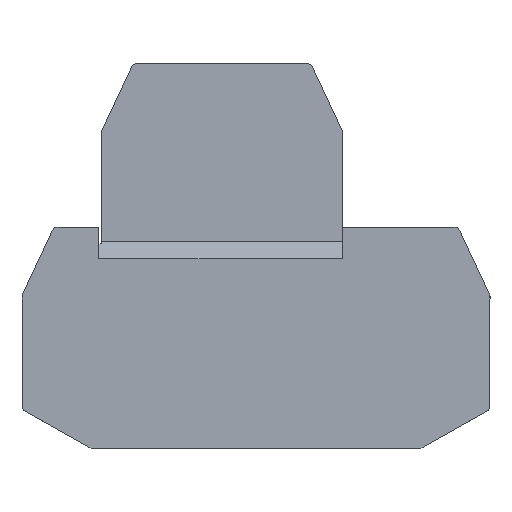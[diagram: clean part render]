
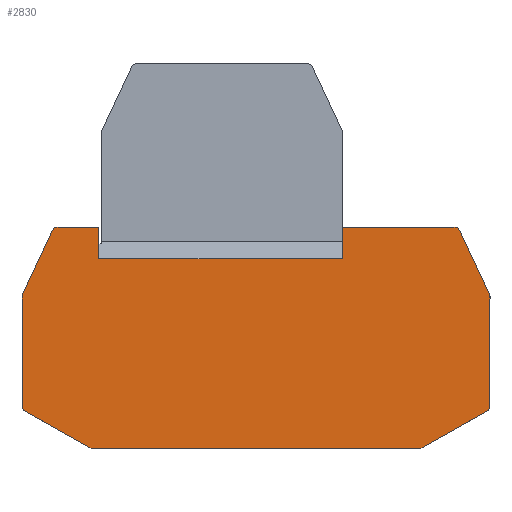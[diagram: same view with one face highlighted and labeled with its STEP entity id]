
A CAD part, top view. The second image highlights one B-rep face of the part: STEP entity #2830.
In plain terms, the highlighted planar face has unit normal (0, 0, 1).
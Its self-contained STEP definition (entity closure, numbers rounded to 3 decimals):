
#120=CARTESIAN_POINT('',(7.479,-5.35,
18.075));
#130=VERTEX_POINT('',#120);
#160=CARTESIAN_POINT('',(7.479,9.834,18.075));
#170=DIRECTION('',(0.,-1.,0.));
#180=VECTOR('',#170,1.);
#190=LINE('',#160,#180);
#200=CARTESIAN_POINT('',(7.479,-10.058,
18.075));
#210=VERTEX_POINT('',#200);
#220=EDGE_CURVE('',#130,#210,#190,.T.);
#600=CARTESIAN_POINT('',(-39.885,-32.856,
18.075));
#610=VERTEX_POINT('',#600);
#640=CARTESIAN_POINT('',(-12.617,-48.166,
18.075));
#650=DIRECTION('',(0.872,-0.49,
0.));
#660=VECTOR('',#650,1.);
#670=LINE('',#640,#660);
#680=CARTESIAN_POINT('',(-30.24,-38.272,
18.075));
#690=VERTEX_POINT('',#680);
#700=EDGE_CURVE('',#610,#690,#670,.T.);
#990=CARTESIAN_POINT('',(-35.925,-5.927,
18.075));
#1000=VERTEX_POINT('',#990);
#1030=CARTESIAN_POINT('',(-28.575,9.834,18.075));
#1040=DIRECTION('',(0.423,0.906,
0.));
#1050=VECTOR('',#1040,1.);
#1060=LINE('',#1030,#1050);
#1070=CARTESIAN_POINT('',(-40.349,-15.415,
18.075));
#1080=VERTEX_POINT('',#1070);
#1090=EDGE_CURVE('',#1080,#1000,#1060,.T.);
#1350=CARTESIAN_POINT('',(-0.814,-36.599,
18.075));
#1360=DIRECTION('',(0.,0.,1.));
#1370=DIRECTION('',(1.,0.,0.));
#1380=AXIS2_PLACEMENT_3D('',#1350,#1360,#1370);
#1390=PLANE('',#1380);
#1400=CARTESIAN_POINT('',(-29.75,-37.4,
18.075));
#1410=DIRECTION('',(0.,0.,1.));
#1420=DIRECTION('',(1.,0.,0.));
#1430=AXIS2_PLACEMENT_3D('',#1400,#1410,#1420);
#1440=CIRCLE('',#1430,1.);
#1450=CARTESIAN_POINT('',(-29.75,-38.4,
18.075));
#1460=VERTEX_POINT('',#1450);
#1470=EDGE_CURVE('',#690,#1460,#1440,.T.);
#1480=ORIENTED_EDGE('',*,*,#1470,.T.);
#1490=ORIENTED_EDGE('',*,*,#700,.T.);
#1500=CARTESIAN_POINT('',(-39.396,-31.984,
18.075));
#1510=DIRECTION('',(0.,0.,-1.));
#1520=DIRECTION('',(-1.,0.,0.));
#1530=AXIS2_PLACEMENT_3D('',#1500,#1510,#1520);
#1540=CIRCLE('',#1530,1.);
#1550=CARTESIAN_POINT('',(-40.396,-31.984,
18.075));
#1560=VERTEX_POINT('',#1550);
#1570=EDGE_CURVE('',#610,#1560,#1540,.T.);
#1580=ORIENTED_EDGE('',*,*,#1570,.F.);
#1590=CARTESIAN_POINT('',(-40.396,9.834,18.075));
#1600=DIRECTION('',(0.,1.,0.));
#1610=VECTOR('',#1600,1.);
#1620=LINE('',#1590,#1610);
#1630=CARTESIAN_POINT('',(-40.396,-15.626,
18.075));
#1640=VERTEX_POINT('',#1630);
#1650=EDGE_CURVE('',#1560,#1640,#1620,.T.);
#1660=ORIENTED_EDGE('',*,*,#1650,.F.);
#1670=CARTESIAN_POINT('',(-39.896,-15.626,
18.075));
#1680=DIRECTION('',(0.,0.,1.));
#1690=DIRECTION('',(0.122,-0.993,
0.));
#1700=AXIS2_PLACEMENT_3D('',#1670,#1680,#1690);
#1710=CIRCLE('',#1700,0.5);
#1720=EDGE_CURVE('',#1080,#1640,#1710,.T.);
#1730=ORIENTED_EDGE('',*,*,#1720,.T.);
#1740=ORIENTED_EDGE('',*,*,#1090,.F.);
#1750=CARTESIAN_POINT('',(-35.018,-6.35,
18.075));
#1760=DIRECTION('',(0.,0.,1.));
#1770=DIRECTION('',(0.993,-0.122,
0.));
#1780=AXIS2_PLACEMENT_3D('',#1750,#1760,#1770);
#1790=CIRCLE('',#1780,1.);
#1800=CARTESIAN_POINT('',(-35.018,-5.35,
18.075));
#1810=VERTEX_POINT('',#1800);
#1820=EDGE_CURVE('',#1810,#1000,#1790,.T.);
#1830=ORIENTED_EDGE('',*,*,#1820,.T.);
#1840=CARTESIAN_POINT('',(-12.617,-5.35,
18.075));
#1850=DIRECTION('',(1.,0.,0.));
#1860=VECTOR('',#1850,1.);
#1870=LINE('',#1840,#1860);
#1880=CARTESIAN_POINT('',(-28.951,-5.35,
18.075));
#1890=VERTEX_POINT('',#1880);
#1900=EDGE_CURVE('',#1810,#1890,#1870,.T.);
#1910=ORIENTED_EDGE('',*,*,#1900,.F.);
#1920=CARTESIAN_POINT('',(-28.951,9.834,18.075));
#1930=DIRECTION('',(0.,-1.,0.));
#1940=VECTOR('',#1930,1.);
#1950=LINE('',#1920,#1940);
#1960=CARTESIAN_POINT('',(-28.951,-10.058,
18.075));
#1970=VERTEX_POINT('',#1960);
#1980=EDGE_CURVE('',#1890,#1970,#1950,.T.);
#1990=ORIENTED_EDGE('',*,*,#1980,.F.);
#2000=CARTESIAN_POINT('',(-12.617,-10.058,
18.075));
#2010=DIRECTION('',(1.,0.,0.));
#2020=VECTOR('',#2010,1.);
#2030=LINE('',#2000,#2020);
#2040=EDGE_CURVE('',#1970,#210,#2030,.T.);
#2050=ORIENTED_EDGE('',*,*,#2040,.F.);
#2060=ORIENTED_EDGE('',*,*,#220,.T.);
#2070=CARTESIAN_POINT('',(-12.617,-5.35,
18.075));
#2080=DIRECTION('',(-1.,0.,0.));
#2090=VECTOR('',#2080,1.);
#2100=LINE('',#2070,#2090);
#2110=CARTESIAN_POINT('',(24.127,-5.35,
18.075));
#2120=VERTEX_POINT('',#2110);
#2130=EDGE_CURVE('',#2120,#130,#2100,.T.);
#2140=ORIENTED_EDGE('',*,*,#2130,.T.);
#2150=CARTESIAN_POINT('',(24.127,-6.35,
18.075));
#2160=DIRECTION('',(0.,0.,-1.));
#2170=DIRECTION('',(-0.993,-0.122,
0.));
#2180=AXIS2_PLACEMENT_3D('',#2150,#2160,#2170);
#2190=CIRCLE('',#2180,1.);
#2200=CARTESIAN_POINT('',(25.033,-5.927,
18.075));
#2210=VERTEX_POINT('',#2200);
#2220=EDGE_CURVE('',#2120,#2210,#2190,.T.);
#2230=ORIENTED_EDGE('',*,*,#2220,.F.);
#2240=CARTESIAN_POINT('',(17.684,9.834,18.075));
#2250=DIRECTION('',(0.423,-0.906,
0.));
#2260=VECTOR('',#2250,1.);
#2270=LINE('',#2240,#2260);
#2280=CARTESIAN_POINT('',(29.457,-15.415,
18.075));
#2290=VERTEX_POINT('',#2280);
#2300=EDGE_CURVE('',#2210,#2290,#2270,.T.);
#2310=ORIENTED_EDGE('',*,*,#2300,.F.);
#2320=CARTESIAN_POINT('',(29.004,-15.626,
18.075));
#2330=DIRECTION('',(0.,0.,-1.));
#2340=DIRECTION('',(-0.122,-0.993,
0.));
#2350=AXIS2_PLACEMENT_3D('',#2320,#2330,#2340);
#2360=CIRCLE('',#2350,0.5);
#2370=CARTESIAN_POINT('',(29.504,-15.626,
18.075));
#2380=VERTEX_POINT('',#2370);
#2390=EDGE_CURVE('',#2290,#2380,#2360,.T.);
#2400=ORIENTED_EDGE('',*,*,#2390,.F.);
#2410=CARTESIAN_POINT('',(29.504,9.834,18.075));
#2420=DIRECTION('',(0.,-1.,0.));
#2430=VECTOR('',#2420,1.);
#2440=LINE('',#2410,#2430);
#2450=CARTESIAN_POINT('',(29.504,-31.984,
18.075));
#2460=VERTEX_POINT('',#2450);
#2470=EDGE_CURVE('',#2380,#2460,#2440,.T.);
#2480=ORIENTED_EDGE('',*,*,#2470,.F.);
#2490=CARTESIAN_POINT('',(28.504,-31.984,
18.075));
#2500=DIRECTION('',(0.,0.,1.));
#2510=DIRECTION('',(1.,0.,0.));
#2520=AXIS2_PLACEMENT_3D('',#2490,#2500,#2510);
#2530=CIRCLE('',#2520,1.);
#2540=CARTESIAN_POINT('',(28.994,-32.856,
18.075));
#2550=VERTEX_POINT('',#2540);
#2560=EDGE_CURVE('',#2550,#2460,#2530,.T.);
#2570=ORIENTED_EDGE('',*,*,#2560,.T.);
#2580=CARTESIAN_POINT('',(-12.617,-56.219,
18.075));
#2590=DIRECTION('',(-0.872,-0.49,
0.));
#2600=VECTOR('',#2590,1.);
#2610=LINE('',#2580,#2600);
#2620=CARTESIAN_POINT('',(19.348,-38.272,
18.075));
#2630=VERTEX_POINT('',#2620);
#2640=EDGE_CURVE('',#2550,#2630,#2610,.T.);
#2650=ORIENTED_EDGE('',*,*,#2640,.F.);
#2660=CARTESIAN_POINT('',(18.858,-37.4,
18.075));
#2670=DIRECTION('',(0.,0.,1.));
#2680=DIRECTION('',(1.,0.,0.));
#2690=AXIS2_PLACEMENT_3D('',#2660,#2670,#2680);
#2700=CIRCLE('',#2690,1.);
#2710=CARTESIAN_POINT('',(18.858,-38.4,
18.075));
#2720=VERTEX_POINT('',#2710);
#2730=EDGE_CURVE('',#2720,#2630,#2700,.T.);
#2740=ORIENTED_EDGE('',*,*,#2730,.T.);
#2750=CARTESIAN_POINT('',(-12.617,-38.4,
18.075));
#2760=DIRECTION('',(-1.,0.,0.));
#2770=VECTOR('',#2760,1.);
#2780=LINE('',#2750,#2770);
#2790=EDGE_CURVE('',#2720,#1460,#2780,.T.);
#2800=ORIENTED_EDGE('',*,*,#2790,.F.);
#2810=EDGE_LOOP('',(#2800,#2740,#2650,#2570,#2480,#2400,#2310,#2230,
#2140,#2060,#2050,#1990,#1910,#1830,#1740,#1730,#1660,#1580,#1490,#1480)
);
#2820=FACE_OUTER_BOUND('',#2810,.T.);
#2830=ADVANCED_FACE('',(#2820),#1390,.T.);
